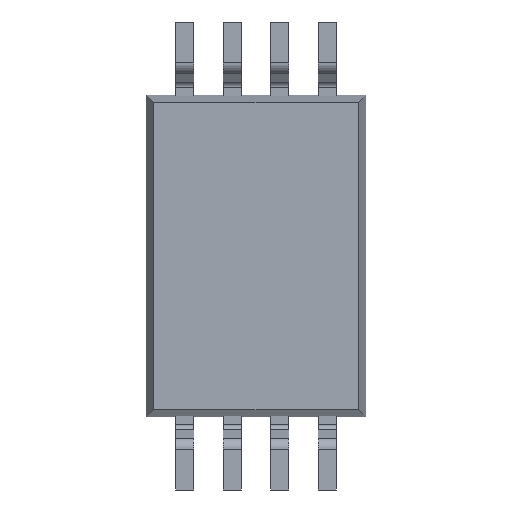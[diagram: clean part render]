
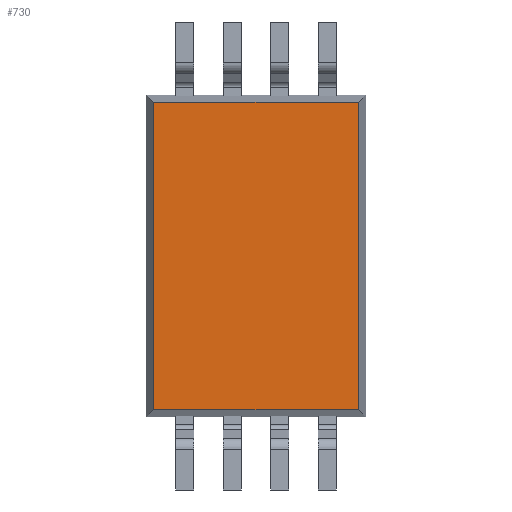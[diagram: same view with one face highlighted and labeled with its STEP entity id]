
A CAD part, front view. The second image highlights one B-rep face of the part: STEP entity #730.
In plain terms, the highlighted face is planar.
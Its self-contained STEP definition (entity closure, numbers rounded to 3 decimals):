
#37 = VERTEX_POINT ( 'NONE', #1932 ) ;
#58 = FACE_OUTER_BOUND ( 'NONE', #939, .T. ) ;
#174 = DIRECTION ( 'NONE',  ( -1., 0., 0. ) ) ;
#215 = DIRECTION ( 'NONE',  ( 1., 0., 0. ) ) ;
#217 = VERTEX_POINT ( 'NONE', #667 ) ;
#342 = PLANE ( 'NONE',  #806 ) ;
#526 = CARTESIAN_POINT ( 'NONE',  ( 1.4, 2.1, 0.15 ) ) ;
#617 = LINE ( 'NONE', #1629, #1520 ) ;
#626 = LINE ( 'NONE', #2025, #1107 ) ;
#667 = CARTESIAN_POINT ( 'NONE',  ( 1.4, -2.1, 0.15 ) ) ;
#730 = ADVANCED_FACE ( 'NONE', ( #58 ), #342, .T. ) ;
#771 = VECTOR ( 'NONE', #1092, 1000. ) ;
#806 = AXIS2_PLACEMENT_3D ( 'NONE', #2325, #1256, #174 ) ;
#810 = EDGE_CURVE ( 'NONE', #1181, #37, #617, .T. ) ;
#819 = ORIENTED_EDGE ( 'NONE', *, *, #1643, .T. ) ;
#921 = VECTOR ( 'NONE', #1236, 1000. ) ;
#924 = DIRECTION ( 'NONE',  ( 0., 1., 0. ) ) ;
#939 = EDGE_LOOP ( 'NONE', ( #1298, #1916, #819, #1904 ) ) ;
#1092 = DIRECTION ( 'NONE',  ( 0., -1., 0. ) ) ;
#1107 = VECTOR ( 'NONE', #215, 1000. ) ;
#1181 = VERTEX_POINT ( 'NONE', #1827 ) ;
#1236 = DIRECTION ( 'NONE',  ( -1., 0., 0. ) ) ;
#1256 = DIRECTION ( 'NONE',  ( 0., 0., -1. ) ) ;
#1298 = ORIENTED_EDGE ( 'NONE', *, *, #810, .T. ) ;
#1507 = EDGE_CURVE ( 'NONE', #217, #1181, #1875, .T. ) ;
#1520 = VECTOR ( 'NONE', #924, 1000. ) ;
#1528 = VERTEX_POINT ( 'NONE', #526 ) ;
#1629 = CARTESIAN_POINT ( 'NONE',  ( -1.4, 0., 0.15 ) ) ;
#1643 = EDGE_CURVE ( 'NONE', #1528, #217, #2150, .T. ) ;
#1741 = EDGE_CURVE ( 'NONE', #37, #1528, #626, .T. ) ;
#1827 = CARTESIAN_POINT ( 'NONE',  ( -1.4, -2.1, 0.15 ) ) ;
#1875 = LINE ( 'NONE', #2134, #921 ) ;
#1904 = ORIENTED_EDGE ( 'NONE', *, *, #1507, .T. ) ;
#1916 = ORIENTED_EDGE ( 'NONE', *, *, #1741, .T. ) ;
#1932 = CARTESIAN_POINT ( 'NONE',  ( -1.4, 2.1, 0.15 ) ) ;
#2025 = CARTESIAN_POINT ( 'NONE',  ( 0., 2.1, 0.15 ) ) ;
#2134 = CARTESIAN_POINT ( 'NONE',  ( 0., -2.1, 0.15 ) ) ;
#2150 = LINE ( 'NONE', #2170, #771 ) ;
#2170 = CARTESIAN_POINT ( 'NONE',  ( 1.4, 0., 0.15 ) ) ;
#2325 = CARTESIAN_POINT ( 'NONE',  ( 0., 0., 0.15 ) ) ;
